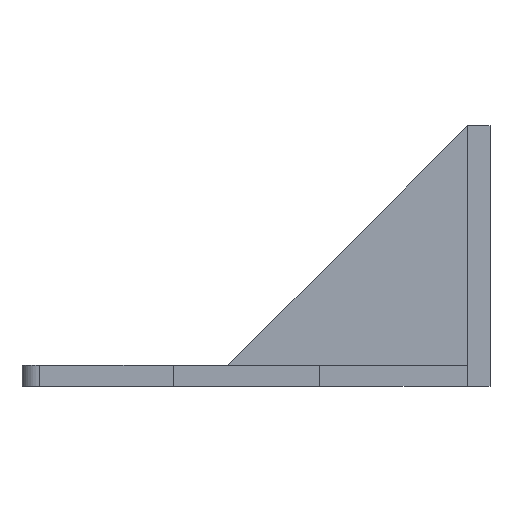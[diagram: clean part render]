
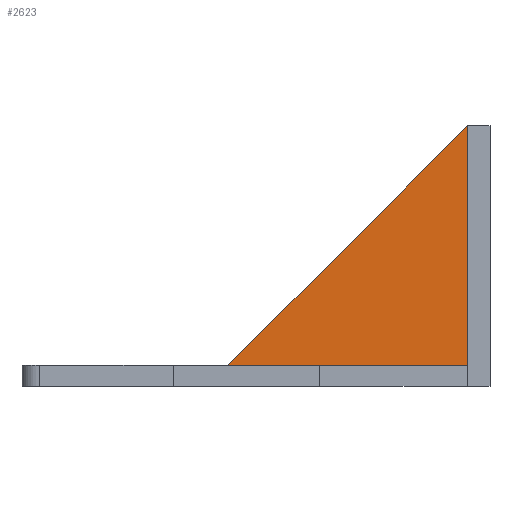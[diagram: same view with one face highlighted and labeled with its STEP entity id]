
A CAD part, left-side view. The second image highlights one B-rep face of the part: STEP entity #2623.
In plain terms, the highlighted planar face has unit normal (-1, 0, 0).
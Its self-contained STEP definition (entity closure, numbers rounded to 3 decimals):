
#2516=CARTESIAN_POINT('',(385.9,261.5,4.5));
#2517=VERTEX_POINT('',#2516);
#2532=CARTESIAN_POINT('',(385.9,261.5,73.341));
#2533=VERTEX_POINT('',#2532);
#2540=CARTESIAN_POINT('',(385.9,261.5,4.5));
#2541=DIRECTION('',(0.,0.,1.));
#2542=VECTOR('',#2541,68.841);
#2543=LINE('',#2540,#2542);
#2544=EDGE_CURVE('',#2517,#2533,#2543,.T.);
#2554=CARTESIAN_POINT('',(385.9,330.341,4.5));
#2555=VERTEX_POINT('',#2554);
#2556=CARTESIAN_POINT('',(385.9,261.5,73.341));
#2557=DIRECTION('',(0.,0.707,-0.707));
#2558=VECTOR('',#2557,97.355);
#2559=LINE('',#2556,#2558);
#2560=EDGE_CURVE('',#2533,#2555,#2559,.T.);
#2592=CARTESIAN_POINT('',(385.9,330.341,4.5));
#2593=DIRECTION('',(0.,-1.,0.));
#2594=VECTOR('',#2593,68.841);
#2595=LINE('',#2592,#2594);
#2596=EDGE_CURVE('',#2555,#2517,#2595,.T.);
#2613=CARTESIAN_POINT('',(385.9,238.5,0.));
#2614=DIRECTION('',(-1.,0.,0.));
#2615=DIRECTION('',(0.,-1.,0.));
#2616=AXIS2_PLACEMENT_3D('',#2613,#2614,#2615);
#2617=PLANE('',#2616);
#2618=ORIENTED_EDGE('',*,*,#2596,.T.);
#2619=ORIENTED_EDGE('',*,*,#2544,.T.);
#2620=ORIENTED_EDGE('',*,*,#2560,.T.);
#2621=EDGE_LOOP('',(#2618,#2619,#2620));
#2622=FACE_BOUND('',#2621,.T.);
#2623=ADVANCED_FACE('',(#2622),#2617,.T.);
